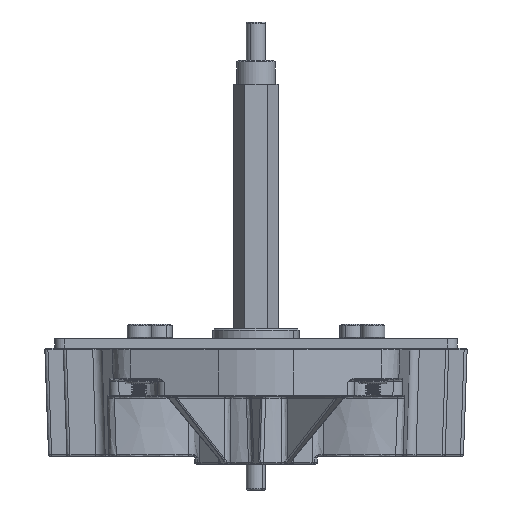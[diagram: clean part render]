
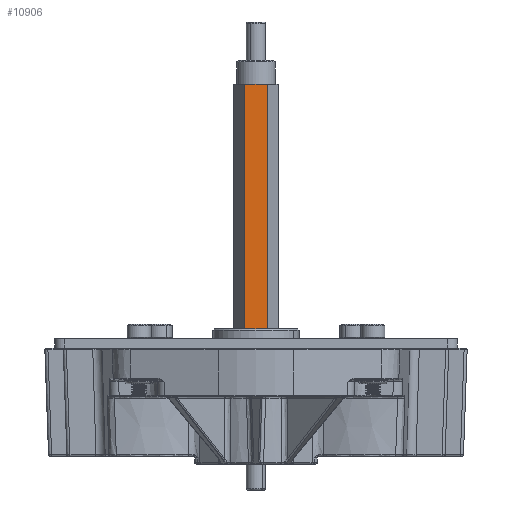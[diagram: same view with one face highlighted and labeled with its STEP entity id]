
A CAD part, front view. The second image highlights one B-rep face of the part: STEP entity #10906.
In plain terms, the highlighted planar face has unit normal (0, -1, 0).
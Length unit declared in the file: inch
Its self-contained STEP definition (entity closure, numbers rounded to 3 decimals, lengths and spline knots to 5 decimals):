
#2064 = VERTEX_POINT ( 'NONE', #16367 ) ;
#2839 = EDGE_CURVE ( 'NONE', #2064, #33456, #31311, .T. ) ;
#3306 = LINE ( 'NONE', #22181, #72033 ) ;
#7207 = VERTEX_POINT ( 'NONE', #20953 ) ;
#7809 = ORIENTED_EDGE ( 'NONE', *, *, #17581, .T. ) ;
#8147 = EDGE_LOOP ( 'NONE', ( #7809, #35149, #54542, #26156, #33604 ) ) ;
#10906 = ADVANCED_FACE ( 'NONE', ( #71301 ), #19412, .F. ) ;
#14400 = EDGE_CURVE ( 'NONE', #64869, #66824, #33062, .T. ) ;
#16341 = CARTESIAN_POINT ( 'NONE',  ( 4.79, -0.25, -0.14434 ) ) ;
#16367 = CARTESIAN_POINT ( 'NONE',  ( 4.79, -0.25, 0.14434 ) ) ;
#17581 = EDGE_CURVE ( 'NONE', #7207, #66824, #69659, .T. ) ;
#18146 = DIRECTION ( 'NONE',  ( 0., 0., -1. ) ) ;
#19059 = AXIS2_PLACEMENT_3D ( 'NONE', #25822, #31468, #65607 ) ;
#19412 = PLANE ( 'NONE',  #19059 ) ;
#20953 = CARTESIAN_POINT ( 'NONE',  ( 0.805, -0.25, 0.14434 ) ) ;
#22181 = CARTESIAN_POINT ( 'NONE',  ( 4.79, -0.25, 0.14434 ) ) ;
#25822 = CARTESIAN_POINT ( 'NONE',  ( 4.79, -0.25, 0.14434 ) ) ;
#26156 = ORIENTED_EDGE ( 'NONE', *, *, #2839, .F. ) ;
#28133 = DIRECTION ( 'NONE',  ( -1., 0., 0. ) ) ;
#29623 = CARTESIAN_POINT ( 'NONE',  ( 0.805, -0.25, -0.14434 ) ) ;
#31183 = VECTOR ( 'NONE', #44181, 39.37008 ) ;
#31311 = LINE ( 'NONE', #66936, #31183 ) ;
#31468 = DIRECTION ( 'NONE',  ( 0., 1., 0. ) ) ;
#31632 = CARTESIAN_POINT ( 'NONE',  ( 4.79, -0.25, 0. ) ) ;
#33062 = LINE ( 'NONE', #56184, #54476 ) ;
#33456 = VERTEX_POINT ( 'NONE', #31632 ) ;
#33604 = ORIENTED_EDGE ( 'NONE', *, *, #36712, .T. ) ;
#35149 = ORIENTED_EDGE ( 'NONE', *, *, #14400, .F. ) ;
#36712 = EDGE_CURVE ( 'NONE', #2064, #7207, #3306, .T. ) ;
#36760 = VECTOR ( 'NONE', #46275, 39.37008 ) ;
#39474 = LINE ( 'NONE', #46655, #36760 ) ;
#44181 = DIRECTION ( 'NONE',  ( 0., 0., -1. ) ) ;
#46275 = DIRECTION ( 'NONE',  ( 0., 0., -1. ) ) ;
#46655 = CARTESIAN_POINT ( 'NONE',  ( 4.79, -0.25, 0.14434 ) ) ;
#51824 = CARTESIAN_POINT ( 'NONE',  ( 0.805, -0.25, 0.14434 ) ) ;
#54476 = VECTOR ( 'NONE', #28133, 39.37008 ) ;
#54542 = ORIENTED_EDGE ( 'NONE', *, *, #67451, .F. ) ;
#56184 = CARTESIAN_POINT ( 'NONE',  ( 4.79, -0.25, -0.14434 ) ) ;
#62699 = DIRECTION ( 'NONE',  ( -1., 0., 0. ) ) ;
#64869 = VERTEX_POINT ( 'NONE', #16341 ) ;
#65607 = DIRECTION ( 'NONE',  ( 0., 0., 1. ) ) ;
#66824 = VERTEX_POINT ( 'NONE', #29623 ) ;
#66936 = CARTESIAN_POINT ( 'NONE',  ( 4.79, -0.25, 0.14434 ) ) ;
#67015 = VECTOR ( 'NONE', #18146, 39.37008 ) ;
#67451 = EDGE_CURVE ( 'NONE', #33456, #64869, #39474, .T. ) ;
#69659 = LINE ( 'NONE', #51824, #67015 ) ;
#71301 = FACE_OUTER_BOUND ( 'NONE', #8147, .T. ) ;
#72033 = VECTOR ( 'NONE', #62699, 39.37008 ) ;
